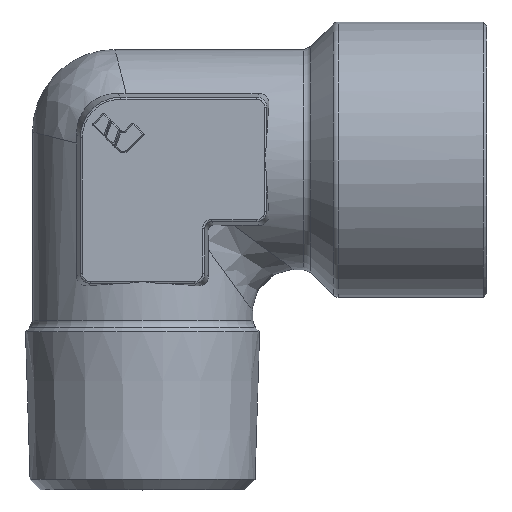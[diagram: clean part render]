
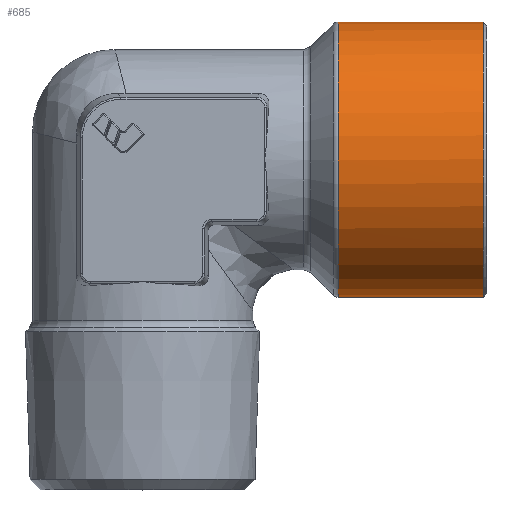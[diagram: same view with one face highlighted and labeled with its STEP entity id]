
A CAD part, top view. The second image highlights one B-rep face of the part: STEP entity #685.
In plain terms, the highlighted cylindrical face has radius 20 mm (diameter 40 mm), a partial arc.
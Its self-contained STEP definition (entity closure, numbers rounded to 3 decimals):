
#685=ADVANCED_FACE('',(#1450),#1451,.T.);
#1450=FACE_OUTER_BOUND('',#2804,.T.);
#1451=CYLINDRICAL_SURFACE('',#2805,20.0);
#2804=EDGE_LOOP('',(#5244,#5245,#5246,#5247,#5248));
#2805=AXIS2_PLACEMENT_3D('',#5249,#5250,#5251);
#5244=ORIENTED_EDGE('',*,*,#6773,.T.);
#5245=ORIENTED_EDGE('',*,*,#6774,.F.);
#5246=ORIENTED_EDGE('',*,*,#6775,.T.);
#5247=ORIENTED_EDGE('',*,*,#6776,.F.);
#5248=ORIENTED_EDGE('',*,*,#6127,.F.);
#5249=CARTESIAN_POINT('',(22.6,0.0,0.0));
#5250=DIRECTION('',(-1.0,-0.0,0.0));
#5251=DIRECTION('',(0.0,-1.0,0.0));
#6127=EDGE_CURVE('',#7335,#7327,#7337,.T.);
#6773=EDGE_CURVE('',#7335,#7901,#8253,.T.);
#6774=EDGE_CURVE('',#7897,#7901,#8254,.T.);
#6775=EDGE_CURVE('',#7897,#8255,#8256,.T.);
#6776=EDGE_CURVE('',#7327,#8255,#8257,.T.);
#7327=VERTEX_POINT('',#9067);
#7335=VERTEX_POINT('',#9075);
#7337=CIRCLE('',#9077,20.0);
#7897=VERTEX_POINT('',#10276);
#7901=VERTEX_POINT('',#10281);
#8253=LINE('',#11227,#11228);
#8254=CIRCLE('',#11229,20.0);
#8255=VERTEX_POINT('',#11230);
#8256=LINE('',#11231,#11232);
#8257=CIRCLE('',#11233,20.0);
#9067=CARTESIAN_POINT('',(28.414,19.999,0.18));
#9075=CARTESIAN_POINT('',(28.414,-20.0,0.0));
#9077=AXIS2_PLACEMENT_3D('',#11707,#11708,#11709);
#10276=CARTESIAN_POINT('',(49.5,20.0,0.));
#10281=CARTESIAN_POINT('',(49.5,-20.0,0.0));
#11227=CARTESIAN_POINT('',(38.957,-20.0,0.));
#11228=VECTOR('',#12354,1.0);
#11229=AXIS2_PLACEMENT_3D('',#12355,#12356,#12357);
#11230=CARTESIAN_POINT('',(28.414,20.0,0.));
#11231=CARTESIAN_POINT('',(38.957,20.0,0.));
#11232=VECTOR('',#12358,1.0);
#11233=AXIS2_PLACEMENT_3D('',#12359,#12360,#12361);
#11707=CARTESIAN_POINT('',(28.414,0.0,0.0));
#11708=DIRECTION('',(-1.0,0.0,0.0));
#11709=DIRECTION('',(0.0,1.0,0.0));
#12354=DIRECTION('',(1.0,-0.0,-0.0));
#12355=CARTESIAN_POINT('',(49.5,0.0,0.0));
#12356=DIRECTION('',(1.0,0.0,0.0));
#12357=DIRECTION('',(0.0,1.0,0.0));
#12358=DIRECTION('',(-1.0,-0.0,-0.0));
#12359=CARTESIAN_POINT('',(28.414,0.0,0.0));
#12360=DIRECTION('',(-1.0,0.0,0.0));
#12361=DIRECTION('',(0.0,1.0,0.0));
